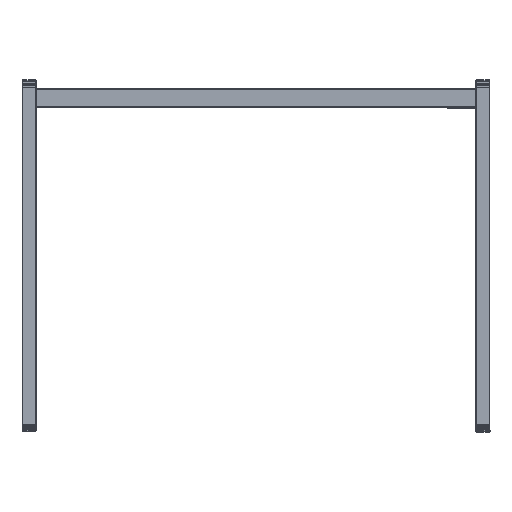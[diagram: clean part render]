
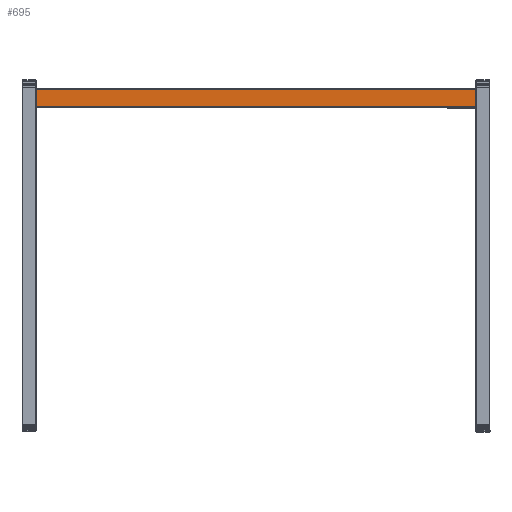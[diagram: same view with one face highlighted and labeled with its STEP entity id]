
A CAD part, top view. The second image highlights one B-rep face of the part: STEP entity #695.
In plain terms, the highlighted face is planar.
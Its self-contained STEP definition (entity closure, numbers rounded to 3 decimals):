
#25 = EDGE_CURVE ( 'NONE', #3071, #1549, #1724, .T. ) ;
#64 = EDGE_LOOP ( 'NONE', ( #2652, #3473, #954, #1369 ) ) ;
#187 = VECTOR ( 'NONE', #4859, 1000. ) ;
#218 = DIRECTION ( 'NONE',  ( 1., 0., 0. ) ) ;
#220 = CARTESIAN_POINT ( 'NONE',  ( -10., -18.5, -470. ) ) ;
#638 = DIRECTION ( 'NONE',  ( 0., -1., 0. ) ) ;
#695 = ADVANCED_FACE ( 'NONE', ( #3056 ), #4841, .F. ) ;
#854 = DIRECTION ( 'NONE',  ( 0., -1., 0. ) ) ;
#925 = LINE ( 'NONE', #2769, #1573 ) ;
#954 = ORIENTED_EDGE ( 'NONE', *, *, #3826, .F. ) ;
#973 = CARTESIAN_POINT ( 'NONE',  ( -10., -18.5, 470. ) ) ;
#992 = AXIS2_PLACEMENT_3D ( 'NONE', #2155, #218, #1811 ) ;
#1369 = ORIENTED_EDGE ( 'NONE', *, *, #2174, .T. ) ;
#1549 = VERTEX_POINT ( 'NONE', #220 ) ;
#1573 = VECTOR ( 'NONE', #854, 1000. ) ;
#1724 = LINE ( 'NONE', #1756, #3181 ) ;
#1756 = CARTESIAN_POINT ( 'NONE',  ( -10., 18.5, -470. ) ) ;
#1811 = DIRECTION ( 'NONE',  ( 0., 0., -1. ) ) ;
#1865 = CARTESIAN_POINT ( 'NONE',  ( -10., 18.5, 470. ) ) ;
#1886 = EDGE_CURVE ( 'NONE', #4120, #1549, #2849, .T. ) ;
#2155 = CARTESIAN_POINT ( 'NONE',  ( -10., 18.5, 470. ) ) ;
#2174 = EDGE_CURVE ( 'NONE', #2549, #3071, #3775, .T. ) ;
#2225 = CARTESIAN_POINT ( 'NONE',  ( -10., 18.5, -470. ) ) ;
#2549 = VERTEX_POINT ( 'NONE', #4143 ) ;
#2652 = ORIENTED_EDGE ( 'NONE', *, *, #25, .T. ) ;
#2769 = CARTESIAN_POINT ( 'NONE',  ( -10., 18.5, 470. ) ) ;
#2849 = LINE ( 'NONE', #973, #187 ) ;
#3056 = FACE_OUTER_BOUND ( 'NONE', #64, .T. ) ;
#3071 = VERTEX_POINT ( 'NONE', #2225 ) ;
#3142 = VECTOR ( 'NONE', #4605, 1000. ) ;
#3181 = VECTOR ( 'NONE', #638, 1000. ) ;
#3473 = ORIENTED_EDGE ( 'NONE', *, *, #1886, .F. ) ;
#3775 = LINE ( 'NONE', #1865, #3142 ) ;
#3826 = EDGE_CURVE ( 'NONE', #2549, #4120, #925, .T. ) ;
#4120 = VERTEX_POINT ( 'NONE', #4512 ) ;
#4143 = CARTESIAN_POINT ( 'NONE',  ( -10., 18.5, 470. ) ) ;
#4512 = CARTESIAN_POINT ( 'NONE',  ( -10., -18.5, 470. ) ) ;
#4605 = DIRECTION ( 'NONE',  ( 0., 0., -1. ) ) ;
#4841 = PLANE ( 'NONE',  #992 ) ;
#4859 = DIRECTION ( 'NONE',  ( 0., 0., -1. ) ) ;
